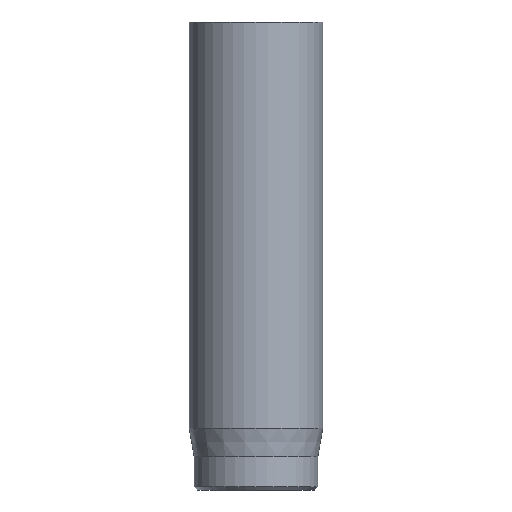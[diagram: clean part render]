
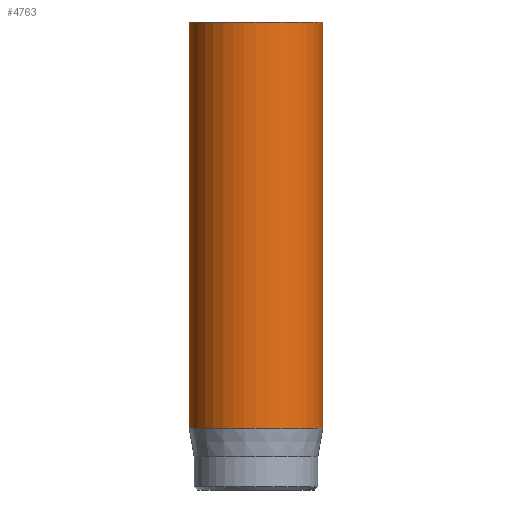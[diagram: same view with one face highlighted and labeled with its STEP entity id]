
A CAD part, front view. The second image highlights one B-rep face of the part: STEP entity #4763.
In plain terms, the highlighted cylindrical face has radius 2 mm (diameter 4 mm), a full revolution.
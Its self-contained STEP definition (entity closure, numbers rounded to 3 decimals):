
#44=CYLINDRICAL_SURFACE('',#4934,2.);
#47=CIRCLE('',#4904,2.);
#61=CIRCLE('',#4932,2.);
#62=CIRCLE('',#4933,2.);
#835=FACE_OUTER_BOUND('',#1117,.T.);
#1117=EDGE_LOOP('',(#4335,#4336,#4337,#4338,#4339));
#1457=LINE('',#9168,#1805);
#1805=VECTOR('',#5484,2.);
#2261=VERTEX_POINT('',#9113);
#2275=VERTEX_POINT('',#9162);
#2276=VERTEX_POINT('',#9163);
#2946=EDGE_CURVE('',#2261,#2261,#47,.T.);
#2967=EDGE_CURVE('',#2275,#2276,#61,.T.);
#2968=EDGE_CURVE('',#2276,#2275,#62,.T.);
#2970=EDGE_CURVE('',#2261,#2275,#1457,.T.);
#4335=ORIENTED_EDGE('',*,*,#2946,.T.);
#4336=ORIENTED_EDGE('',*,*,#2970,.T.);
#4337=ORIENTED_EDGE('',*,*,#2967,.T.);
#4338=ORIENTED_EDGE('',*,*,#2968,.T.);
#4339=ORIENTED_EDGE('',*,*,#2970,.F.);
#4763=ADVANCED_FACE('',(#835),#44,.T.);
#4904=AXIS2_PLACEMENT_3D('',#9114,#5414,#5415);
#4932=AXIS2_PLACEMENT_3D('',#9164,#5477,#5478);
#4933=AXIS2_PLACEMENT_3D('',#9165,#5479,#5480);
#4934=AXIS2_PLACEMENT_3D('',#9167,#5482,#5483);
#5414=DIRECTION('center_axis',(0.,0.,-1.));
#5415=DIRECTION('ref_axis',(-1.,0.,0.));
#5477=DIRECTION('center_axis',(0.,0.,1.));
#5478=DIRECTION('ref_axis',(-1.,0.,0.));
#5479=DIRECTION('center_axis',(0.,0.,1.));
#5480=DIRECTION('ref_axis',(-1.,0.,0.));
#5482=DIRECTION('center_axis',(0.,0.,1.));
#5483=DIRECTION('ref_axis',(-1.,0.,0.));
#5484=DIRECTION('',(0.,0.,-1.));
#9113=CARTESIAN_POINT('',(2.,0.,14.));
#9114=CARTESIAN_POINT('Origin',(0.,0.,14.));
#9162=CARTESIAN_POINT('',(2.,0.,1.851));
#9163=CARTESIAN_POINT('',(-2.,0.,1.851));
#9164=CARTESIAN_POINT('Origin',(0.,0.,1.851));
#9165=CARTESIAN_POINT('Origin',(0.,0.,1.851));
#9167=CARTESIAN_POINT('Origin',(0.,0.,0.));
#9168=CARTESIAN_POINT('',(2.,0.,0.));
